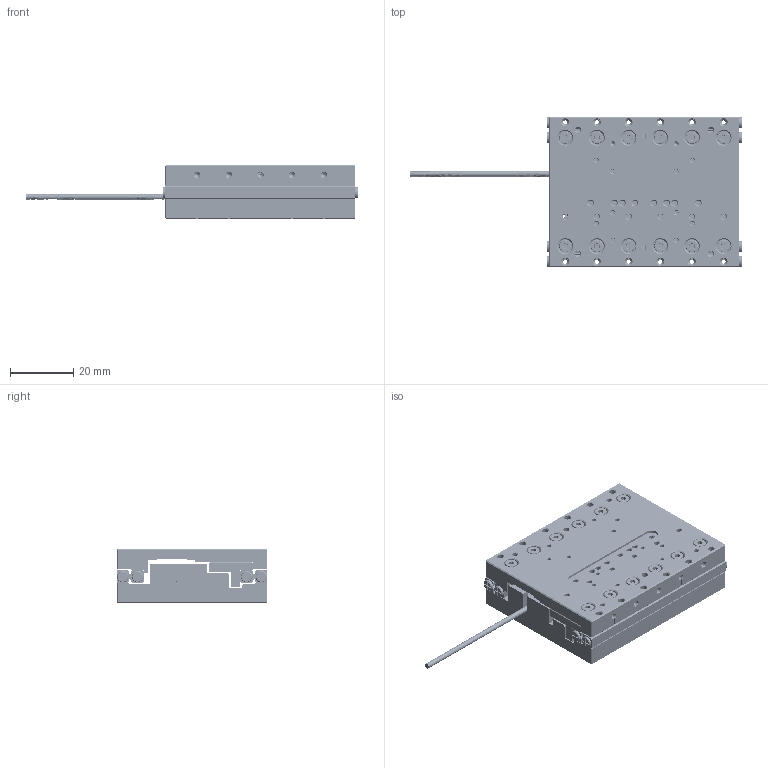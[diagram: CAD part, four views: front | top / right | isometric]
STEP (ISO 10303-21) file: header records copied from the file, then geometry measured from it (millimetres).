
FILE_DESCRIPTION(/* description */ (''),/* implementation_level */ '2;1');
FILE_NAME(/* name */ 'assy_1103_060_000_H7.stp',/* time_stamp */ '2024-03-18T16:55:04+01:00',/* author */ (''),/* organization */ (''),/* preprocessor_version */ 'ST-DEVELOPER v16',/* originating_system */ 'SIEMENS PLM Software NX 10.0',/* authorisation */ '');
FILE_SCHEMA (('AUTOMOTIVE_DESIGN { 1 0 10303 214 3 1 1 1 }'));
Length unit declared in the file: millimetre
Products named in the file (10): SV1060__16Z_Body; SV1060__16Z_Roller; Bout_M2_L8; cable; T_lat_1103_060_008_A5; ceramic_ruler_W5_T2_L60; top_plate_1103_060_002_G2; bottom_plate_1103_060_001_G7; SV1060_16Z; assy_1103_060_000_H7
Assembly tree (22 placements, depth 3):
  assy_1103_060_000_H7
    bottom_plate_1103_060_001_G7
    top_plate_1103_060_002_G2
    SV1060_16Z  x2
      SV1060__16Z_Roller
      SV1060__16Z_Body
    ceramic_ruler_W5_T2_L60
    T_lat_1103_060_008_A5
    cable
    Bout_M2_L8  x12
Bounding box: 104.8 x 47.6 x 16.8 mm (x, y, z)
Volume: 36665.3 mm3; surface area: 29260.9 mm2
Topology: 23 solids, 23 shells, 1439 faces, 3947 edges, 2533 vertices
Faces by surface type: plane 748, cylinder 322, cone 320, bspline 37, torus 12
Full cylindrical faces by diameter (mm): 1.25 x24, 1.567 x24, 1.6 x40, 1.675 x8, 2 x3, 2.05 x12, 2.1 x4, 2.4 x24, 2.6 x1, 3 x24, 3.4 x8, 3.6 x8, 3.8 x12, 4.4 x18
Entity records: 32051 total; most frequent: CARTESIAN_POINT 10934, DIRECTION 4242, ORIENTED_EDGE 3916, EDGE_CURVE 1958, AXIS2_PLACEMENT_3D 1561, VERTEX_POINT 1446, EDGE_LOOP 1423, LINE 1120
